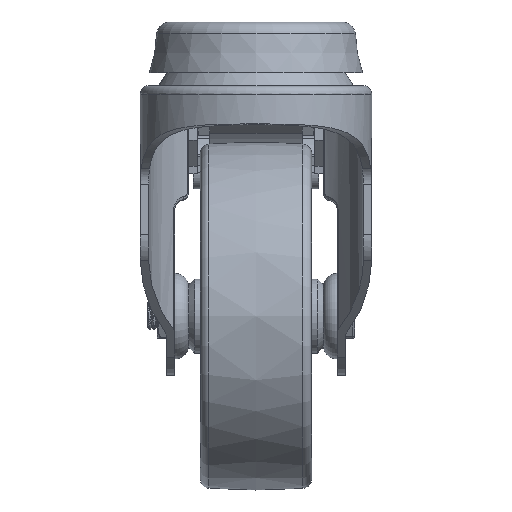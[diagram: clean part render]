
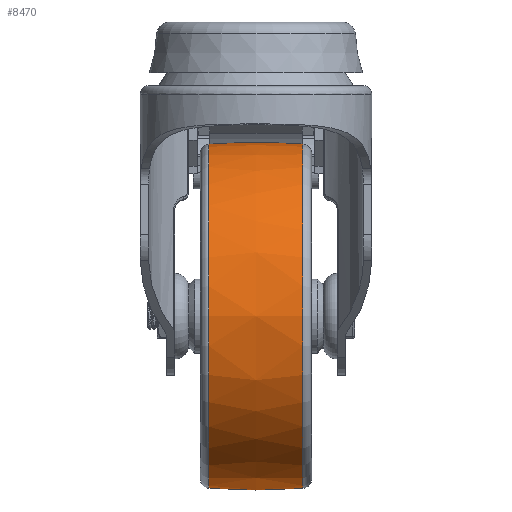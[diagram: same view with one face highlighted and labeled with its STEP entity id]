
A CAD part, left-side view. The second image highlights one B-rep face of the part: STEP entity #8470.
In plain terms, the highlighted free-form (B-spline) face has degree [2, 2] with [3, 9] control points.
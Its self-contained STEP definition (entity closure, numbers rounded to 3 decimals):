
#22=(
BOUNDED_SURFACE()
B_SPLINE_SURFACE(2,2,((#18216,#18217,#18218,#18219,#18220,#18221,#18222,
#18223,#18224),(#18225,#18226,#18227,#18228,#18229,#18230,#18231,#18232,
#18233),(#18234,#18235,#18236,#18237,#18238,#18239,#18240,#18241,#18242)),
 .UNSPECIFIED.,.F.,.T.,.F.)
B_SPLINE_SURFACE_WITH_KNOTS((3,3),(3,2,2,2,3),(-0.071,0.07),
(-3.142,-1.571,0.,1.571,3.142),
 .UNSPECIFIED.)
GEOMETRIC_REPRESENTATION_ITEM()
RATIONAL_B_SPLINE_SURFACE(((1.,0.707,1.,0.707,1.,
0.707,1.,0.707,1.),(0.998,0.705,
0.998,0.705,0.998,0.705,
0.998,0.705,0.998),(1.,0.707,
1.,0.707,1.,0.707,1.,0.707,1.)))
REPRESENTATION_ITEM('')
SURFACE()
);
#1192=FACE_OUTER_BOUND('',#1717,.T.);
#1717=EDGE_LOOP('',(#7301,#7302,#7303,#7304));
#3355=CIRCLE('',#9380,37.151);
#3356=CIRCLE('',#9381,144.234);
#3357=CIRCLE('',#9382,37.135);
#4075=VERTEX_POINT('',#18213);
#4076=VERTEX_POINT('',#18243);
#5185=EDGE_CURVE('',#4075,#4075,#3355,.T.);
#5186=EDGE_CURVE('',#4075,#4076,#3356,.T.);
#5187=EDGE_CURVE('',#4076,#4076,#3357,.T.);
#7301=ORIENTED_EDGE('',*,*,#5185,.F.);
#7302=ORIENTED_EDGE('',*,*,#5186,.T.);
#7303=ORIENTED_EDGE('',*,*,#5187,.T.);
#7304=ORIENTED_EDGE('',*,*,#5186,.F.);
#8470=ADVANCED_FACE('',(#1192),#22,.F.);
#9380=AXIS2_PLACEMENT_3D('',#18215,#11476,#11477);
#9381=AXIS2_PLACEMENT_3D('',#18244,#11478,#11479);
#9382=AXIS2_PLACEMENT_3D('',#18245,#11480,#11481);
#11476=DIRECTION('center_axis',(0.,-1.,0.));
#11477=DIRECTION('ref_axis',(0.,0.,1.));
#11478=DIRECTION('center_axis',(-1.,0.,0.));
#11479=DIRECTION('ref_axis',(0.,0.,1.));
#11480=DIRECTION('center_axis',(0.,-1.,0.));
#11481=DIRECTION('ref_axis',(0.,0.,1.));
#18213=CARTESIAN_POINT('',(0.,-10.139,37.151));
#18215=CARTESIAN_POINT('Origin',(0.,-10.139,0.));
#18216=CARTESIAN_POINT('Ctrl Pts',(0.,10.142,37.135));
#18217=CARTESIAN_POINT('Ctrl Pts',(-37.135,10.142,37.135));
#18218=CARTESIAN_POINT('Ctrl Pts',(-37.135,10.142,0.));
#18219=CARTESIAN_POINT('Ctrl Pts',(-37.135,10.142,-37.135));
#18220=CARTESIAN_POINT('Ctrl Pts',(0.,10.142,-37.135));
#18221=CARTESIAN_POINT('Ctrl Pts',(37.135,10.142,-37.135));
#18222=CARTESIAN_POINT('Ctrl Pts',(37.135,10.142,0.));
#18223=CARTESIAN_POINT('Ctrl Pts',(37.135,10.142,37.135));
#18224=CARTESIAN_POINT('Ctrl Pts',(0.,10.142,37.135));
#18225=CARTESIAN_POINT('Ctrl Pts',(0.,0.002,37.858));
#18226=CARTESIAN_POINT('Ctrl Pts',(-37.858,0.002,
37.858));
#18227=CARTESIAN_POINT('Ctrl Pts',(-37.858,0.002,
0.));
#18228=CARTESIAN_POINT('Ctrl Pts',(-37.858,0.002,
-37.858));
#18229=CARTESIAN_POINT('Ctrl Pts',(0.,0.002,-37.858));
#18230=CARTESIAN_POINT('Ctrl Pts',(37.858,0.002,
-37.858));
#18231=CARTESIAN_POINT('Ctrl Pts',(37.858,0.002,
0.));
#18232=CARTESIAN_POINT('Ctrl Pts',(37.858,0.002,
37.858));
#18233=CARTESIAN_POINT('Ctrl Pts',(0.,0.002,37.858));
#18234=CARTESIAN_POINT('Ctrl Pts',(0.,-10.139,37.151));
#18235=CARTESIAN_POINT('Ctrl Pts',(-37.151,-10.139,
37.151));
#18236=CARTESIAN_POINT('Ctrl Pts',(-37.151,-10.139,
0.));
#18237=CARTESIAN_POINT('Ctrl Pts',(-37.151,-10.139,
-37.151));
#18238=CARTESIAN_POINT('Ctrl Pts',(0.,-10.139,-37.151));
#18239=CARTESIAN_POINT('Ctrl Pts',(37.151,-10.139,-37.151));
#18240=CARTESIAN_POINT('Ctrl Pts',(37.151,-10.139,0.));
#18241=CARTESIAN_POINT('Ctrl Pts',(37.151,-10.139,37.151));
#18242=CARTESIAN_POINT('Ctrl Pts',(0.,-10.139,37.151));
#18243=CARTESIAN_POINT('',(0.,10.142,37.135));
#18244=CARTESIAN_POINT('Origin',(0.,-0.109,
-106.734));
#18245=CARTESIAN_POINT('Origin',(0.,10.142,0.));
